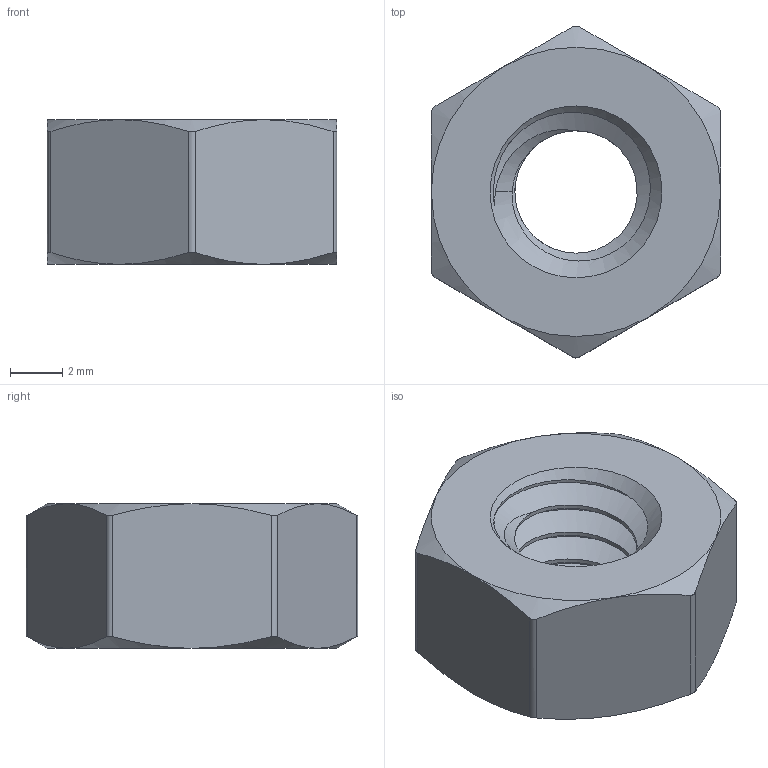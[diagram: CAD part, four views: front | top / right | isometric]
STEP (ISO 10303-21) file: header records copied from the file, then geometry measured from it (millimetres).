
FILE_DESCRIPTION(/* description */ (''),/* implementation_level */ '2;1');
FILE_NAME(/* name */ '95462A029_Medium-Strength Steel Hex Nut_v1.step',/* time_stamp */ '2024-02-15T15:43:16-05:00',/* author */ (''),/* organization */ (''),/* preprocessor_version */ 'ST-DEVELOPER v20',/* originating_system */ 'Autodesk Translation Framework v12.20.1.177',/* authorisation */ '');
FILE_SCHEMA (('AUTOMOTIVE_DESIGN { 1 0 10303 214 3 1 1 }'));
Length unit declared in the file: inch
Products named in the file (1): 95462A029_Medium-Strength Steel Hex Nut
Bounding box: 11.11 x 12.74 x 5.56 mm (x, y, z)
Volume: 449.9 mm3; surface area: 514.5 mm2
Topology: 1 solids, 1 shells, 40 faces, 102 edges, 64 vertices
Faces by surface type: cylinder 15, cone 15, plane 8, bspline 2
Full cylindrical faces by diameter (mm): 4.7 x2, 6.35 x3
Entity records: 2158 total; most frequent: CARTESIAN_POINT 1292, ORIENTED_EDGE 204, DIRECTION 138, EDGE_CURVE 102, VERTEX_POINT 64, AXIS2_PLACEMENT_3D 58, EDGE_LOOP 42, FACE_OUTER_BOUND 40
